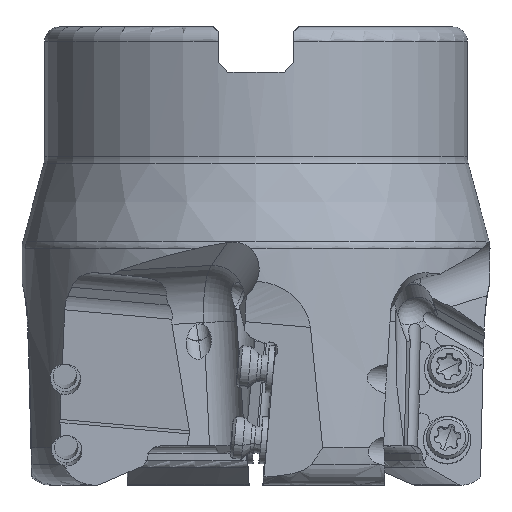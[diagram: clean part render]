
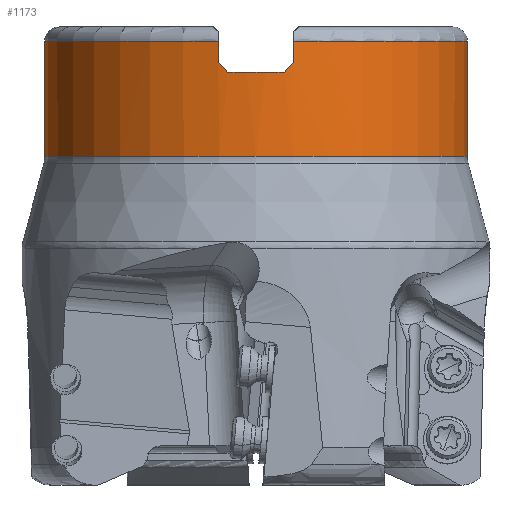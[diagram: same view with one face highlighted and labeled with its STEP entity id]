
A CAD part, front view. The second image highlights one B-rep face of the part: STEP entity #1173.
In plain terms, the highlighted cylindrical face has radius 22.225 mm (diameter 44.45 mm), a partial arc.
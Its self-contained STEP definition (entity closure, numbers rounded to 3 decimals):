
#369=CYLINDRICAL_SURFACE('',#11437,22.225);
#601=FACE_OUTER_BOUND('',#1982,.T.);
#1173=ADVANCED_FACE('',(#601),#369,.T.);
#1982=EDGE_LOOP('',(#4262,#4263,#4264,#4265,#4266,#4267,#4268,#4269,#4270,
#4271));
#2617=CIRCLE('',#11432,22.225);
#2618=CIRCLE('',#11434,22.225);
#2619=CIRCLE('',#11435,22.225);
#2620=CIRCLE('',#11436,22.225);
#3345=B_SPLINE_CURVE_WITH_KNOTS('',3,(#17514,#17515,#17516,#17517),
 .UNSPECIFIED.,.F.,.F.,(4,4),(0.,1.),.UNSPECIFIED.);
#3346=B_SPLINE_CURVE_WITH_KNOTS('',3,(#17531,#17532,#17533,#17534),
 .UNSPECIFIED.,.F.,.F.,(4,4),(0.,1.),.UNSPECIFIED.);
#4262=ORIENTED_EDGE('',*,*,#8581,.F.);
#4263=ORIENTED_EDGE('',*,*,#8582,.F.);
#4264=ORIENTED_EDGE('',*,*,#8583,.T.);
#4265=ORIENTED_EDGE('',*,*,#8584,.T.);
#4266=ORIENTED_EDGE('',*,*,#8580,.T.);
#4267=ORIENTED_EDGE('',*,*,#8585,.T.);
#4268=ORIENTED_EDGE('',*,*,#8586,.F.);
#4269=ORIENTED_EDGE('',*,*,#8587,.T.);
#4270=ORIENTED_EDGE('',*,*,#8588,.T.);
#4271=ORIENTED_EDGE('',*,*,#8589,.T.);
#7420=VERTEX_POINT('',#17509);
#7421=VERTEX_POINT('',#17511);
#7422=VERTEX_POINT('',#17518);
#7423=VERTEX_POINT('',#17519);
#7424=VERTEX_POINT('',#17521);
#7425=VERTEX_POINT('',#17523);
#7426=VERTEX_POINT('',#17526);
#7427=VERTEX_POINT('',#17528);
#7428=VERTEX_POINT('',#17530);
#7429=VERTEX_POINT('',#17535);
#8580=EDGE_CURVE('',#7420,#7421,#2617,.T.);
#8581=EDGE_CURVE('',#7422,#7423,#3345,.T.);
#8582=EDGE_CURVE('',#7424,#7422,#10015,.T.);
#8583=EDGE_CURVE('',#7424,#7425,#2618,.T.);
#8584=EDGE_CURVE('',#7425,#7420,#10016,.T.);
#8585=EDGE_CURVE('',#7421,#7426,#10017,.T.);
#8586=EDGE_CURVE('',#7427,#7426,#2619,.T.);
#8587=EDGE_CURVE('',#7427,#7428,#10018,.T.);
#8588=EDGE_CURVE('',#7428,#7429,#3346,.T.);
#8589=EDGE_CURVE('',#7429,#7423,#2620,.T.);
#10015=LINE('',#17520,#10529);
#10016=LINE('',#17524,#10530);
#10017=LINE('',#17525,#10531);
#10018=LINE('',#17529,#10532);
#10529=VECTOR('',#12896,1.);
#10530=VECTOR('',#12899,1.);
#10531=VECTOR('',#12900,1.);
#10532=VECTOR('',#12903,1.);
#11432=AXIS2_PLACEMENT_3D('',#17512,#12892,#12893);
#11434=AXIS2_PLACEMENT_3D('',#17522,#12897,#12898);
#11435=AXIS2_PLACEMENT_3D('',#17527,#12901,#12902);
#11436=AXIS2_PLACEMENT_3D('',#17536,#12904,#12905);
#11437=AXIS2_PLACEMENT_3D('',#17537,#12906,#12907);
#12892=DIRECTION('',(0.,0.,1.));
#12893=DIRECTION('',(-1.,0.,0.));
#12896=DIRECTION('',(0.,0.,-1.));
#12897=DIRECTION('',(0.,0.,-1.));
#12898=DIRECTION('',(-0.179,-0.984,0.));
#12899=DIRECTION('',(0.,0.,-1.));
#12900=DIRECTION('',(0.,0.,1.));
#12901=DIRECTION('',(0.,0.,1.));
#12902=DIRECTION('',(0.179,-0.984,0.));
#12903=DIRECTION('',(0.,0.,-1.));
#12904=DIRECTION('',(0.,0.,-1.));
#12905=DIRECTION('',(0.134,-0.991,0.));
#12906=DIRECTION('',(0.,0.,-1.));
#12907=DIRECTION('',(-1.,0.,0.));
#17509=CARTESIAN_POINT('',(-22.225,0.,-13.605));
#17511=CARTESIAN_POINT('',(22.225,0.,-13.605));
#17512=CARTESIAN_POINT('',(0.,0.,-13.605));
#17514=CARTESIAN_POINT('',(-3.97,-21.868,-3.76));
#17515=CARTESIAN_POINT('',(-3.637,-21.928,-4.093));
#17516=CARTESIAN_POINT('',(-3.304,-21.981,-4.426));
#17517=CARTESIAN_POINT('',(-2.97,-22.026,-4.76));
#17518=CARTESIAN_POINT('',(-3.97,-21.868,-3.76));
#17519=CARTESIAN_POINT('',(-2.97,-22.026,-4.76));
#17520=CARTESIAN_POINT('',(-3.97,-21.868,-1.5));
#17521=CARTESIAN_POINT('',(-3.97,-21.868,-1.5));
#17522=CARTESIAN_POINT('',(0.,0.,-1.5));
#17523=CARTESIAN_POINT('',(-22.225,0.,-1.5));
#17524=CARTESIAN_POINT('',(-22.225,0.,-1.5));
#17525=CARTESIAN_POINT('',(22.225,0.,-13.605));
#17526=CARTESIAN_POINT('',(22.225,0.,-1.5));
#17527=CARTESIAN_POINT('',(0.,0.,-1.5));
#17528=CARTESIAN_POINT('',(3.97,-21.868,-1.5));
#17529=CARTESIAN_POINT('',(3.97,-21.868,-1.5));
#17530=CARTESIAN_POINT('',(3.97,-21.868,-3.76));
#17531=CARTESIAN_POINT('',(3.97,-21.868,-3.76));
#17532=CARTESIAN_POINT('',(3.637,-21.928,-4.093));
#17533=CARTESIAN_POINT('',(3.304,-21.981,-4.426));
#17534=CARTESIAN_POINT('',(2.97,-22.026,-4.76));
#17535=CARTESIAN_POINT('',(2.97,-22.026,-4.76));
#17536=CARTESIAN_POINT('',(0.,0.,-4.76));
#17537=CARTESIAN_POINT('',(0.,0.,-1.258));
